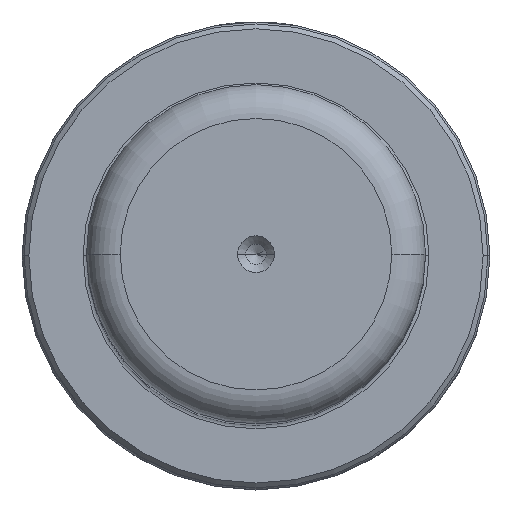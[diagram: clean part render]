
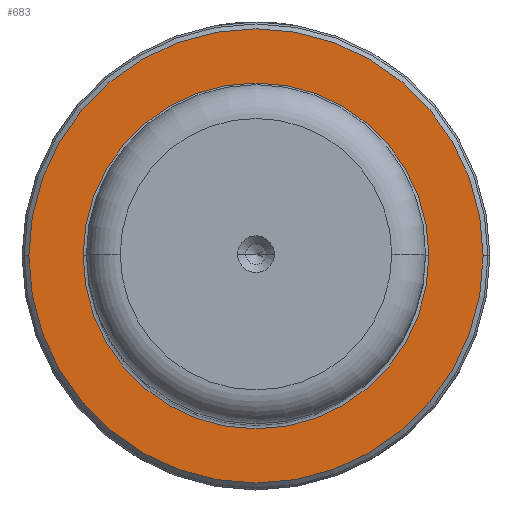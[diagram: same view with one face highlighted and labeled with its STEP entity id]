
A CAD part, top view. The second image highlights one B-rep face of the part: STEP entity #683.
In plain terms, the highlighted planar face has unit normal (0, 0, 1).
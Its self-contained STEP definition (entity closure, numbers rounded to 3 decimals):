
#74 = VERTEX_POINT ( 'NONE', #892 ) ;
#103 = DIRECTION ( 'NONE',  ( -1., 0., 0. ) ) ;
#168 = CARTESIAN_POINT ( 'NONE',  ( 0., 0., 50. ) ) ;
#221 = AXIS2_PLACEMENT_3D ( 'NONE', #2880, #2930, #103 ) ;
#222 = EDGE_LOOP ( 'NONE', ( #1830, #1657 ) ) ;
#235 = CIRCLE ( 'NONE', #1303, 33.5 ) ;
#311 = DIRECTION ( 'NONE',  ( 0., 0., 1. ) ) ;
#404 = CIRCLE ( 'NONE', #221, 25.5 ) ;
#494 = AXIS2_PLACEMENT_3D ( 'NONE', #168, #2102, #1267 ) ;
#546 = CARTESIAN_POINT ( 'NONE',  ( 0., 0., 50. ) ) ;
#683 = ADVANCED_FACE ( 'NONE', ( #1373, #2230 ), #2799, .T. ) ;
#842 = EDGE_CURVE ( 'NONE', #1036, #3229, #1697, .T. ) ;
#861 = CARTESIAN_POINT ( 'NONE',  ( 0., 0., 50. ) ) ;
#892 = CARTESIAN_POINT ( 'NONE',  ( -25.5, 0., 50. ) ) ;
#935 = CARTESIAN_POINT ( 'NONE',  ( 33.5, 0., 50. ) ) ;
#1030 = DIRECTION ( 'NONE',  ( 1., 0., 0. ) ) ;
#1036 = VERTEX_POINT ( 'NONE', #935 ) ;
#1122 = DIRECTION ( 'NONE',  ( 1., 0., 0. ) ) ;
#1267 = DIRECTION ( 'NONE',  ( -1., 0., 0. ) ) ;
#1303 = AXIS2_PLACEMENT_3D ( 'NONE', #861, #1981, #3109 ) ;
#1373 = FACE_BOUND ( 'NONE', #222, .T. ) ;
#1657 = ORIENTED_EDGE ( 'NONE', *, *, #1709, .T. ) ;
#1697 = CIRCLE ( 'NONE', #2475, 33.5 ) ;
#1709 = EDGE_CURVE ( 'NONE', #3167, #74, #404, .T. ) ;
#1762 = CARTESIAN_POINT ( 'NONE',  ( -33.5, 0., 50. ) ) ;
#1830 = ORIENTED_EDGE ( 'NONE', *, *, #2510, .T. ) ;
#1854 = ORIENTED_EDGE ( 'NONE', *, *, #2758, .T. ) ;
#1900 = CIRCLE ( 'NONE', #494, 25.5 ) ;
#1968 = CARTESIAN_POINT ( 'NONE',  ( 25.5, 0., 50. ) ) ;
#1981 = DIRECTION ( 'NONE',  ( 0., 0., 1. ) ) ;
#2102 = DIRECTION ( 'NONE',  ( 0., 0., -1. ) ) ;
#2230 = FACE_OUTER_BOUND ( 'NONE', #2571, .T. ) ;
#2432 = DIRECTION ( 'NONE',  ( 0., 0., 1. ) ) ;
#2451 = ORIENTED_EDGE ( 'NONE', *, *, #842, .T. ) ;
#2475 = AXIS2_PLACEMENT_3D ( 'NONE', #2889, #2432, #1030 ) ;
#2510 = EDGE_CURVE ( 'NONE', #74, #3167, #1900, .T. ) ;
#2571 = EDGE_LOOP ( 'NONE', ( #1854, #2451 ) ) ;
#2758 = EDGE_CURVE ( 'NONE', #3229, #1036, #235, .T. ) ;
#2799 = PLANE ( 'NONE',  #3180 ) ;
#2880 = CARTESIAN_POINT ( 'NONE',  ( 0., 0., 50. ) ) ;
#2889 = CARTESIAN_POINT ( 'NONE',  ( 0., 0., 50. ) ) ;
#2930 = DIRECTION ( 'NONE',  ( 0., 0., -1. ) ) ;
#3109 = DIRECTION ( 'NONE',  ( 1., 0., 0. ) ) ;
#3167 = VERTEX_POINT ( 'NONE', #1968 ) ;
#3180 = AXIS2_PLACEMENT_3D ( 'NONE', #546, #311, #1122 ) ;
#3229 = VERTEX_POINT ( 'NONE', #1762 ) ;
